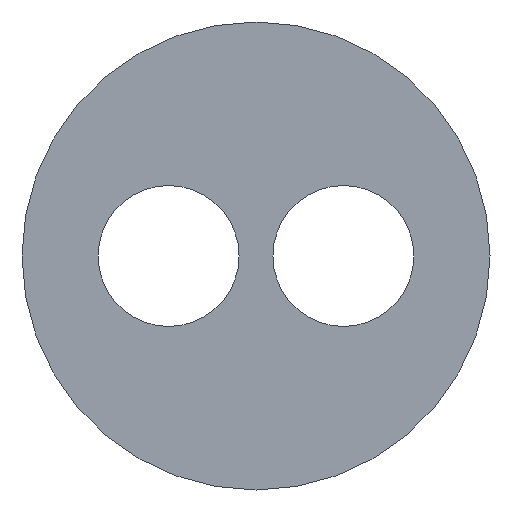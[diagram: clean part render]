
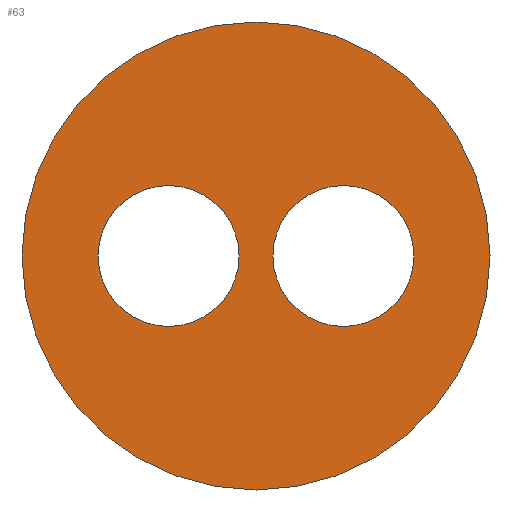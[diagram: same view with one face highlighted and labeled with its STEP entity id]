
A CAD part, left-side view. The second image highlights one B-rep face of the part: STEP entity #63.
In plain terms, the highlighted planar face has unit normal (-1, 0, 0).
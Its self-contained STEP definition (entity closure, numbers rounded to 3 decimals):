
#63 = ADVANCED_FACE( '', ( #146, #147, #148 ), #149, .F. );
#146 = FACE_BOUND( '', #255, .T. );
#147 = FACE_BOUND( '', #256, .T. );
#148 = FACE_OUTER_BOUND( '', #257, .T. );
#149 = PLANE( '', #258 );
#255 = EDGE_LOOP( '', ( #378 ) );
#256 = EDGE_LOOP( '', ( #379 ) );
#257 = EDGE_LOOP( '', ( #380 ) );
#258 = AXIS2_PLACEMENT_3D( '', #381, #382, #383 );
#378 = ORIENTED_EDGE( '', *, *, #646, .T. );
#379 = ORIENTED_EDGE( '', *, *, #647, .T. );
#380 = ORIENTED_EDGE( '', *, *, #648, .F. );
#381 = CARTESIAN_POINT( '', ( 0., 0., 0. ) );
#382 = DIRECTION( '', ( 1., 0., 0. ) );
#383 = DIRECTION( '', ( 0., 0., -1. ) );
#646 = EDGE_CURVE( '', #771, #771, #772, .T. );
#647 = EDGE_CURVE( '', #773, #773, #774, .T. );
#648 = EDGE_CURVE( '', #775, #775, #776, .T. );
#771 = VERTEX_POINT( '', #948 );
#772 = CIRCLE( '', #949, 2.5 );
#773 = VERTEX_POINT( '', #950 );
#774 = CIRCLE( '', #951, 2.5 );
#775 = VERTEX_POINT( '', #952 );
#776 = CIRCLE( '', #953, 8.3 );
#948 = CARTESIAN_POINT( '', ( 0., -3.1, -2.5 ) );
#949 = AXIS2_PLACEMENT_3D( '', #1132, #1133, #1134 );
#950 = CARTESIAN_POINT( '', ( 0., 3.1, -2.5 ) );
#951 = AXIS2_PLACEMENT_3D( '', #1135, #1136, #1137 );
#952 = CARTESIAN_POINT( '', ( 0., 0., -8.3 ) );
#953 = AXIS2_PLACEMENT_3D( '', #1138, #1139, #1140 );
#1132 = CARTESIAN_POINT( '', ( 0., -3.1, 0. ) );
#1133 = DIRECTION( '', ( 1., 0., 0. ) );
#1134 = DIRECTION( '', ( 0., 0., -1. ) );
#1135 = CARTESIAN_POINT( '', ( 0., 3.1, 0. ) );
#1136 = DIRECTION( '', ( 1., 0., 0. ) );
#1137 = DIRECTION( '', ( 0., 0., -1. ) );
#1138 = CARTESIAN_POINT( '', ( 0., 0., 0. ) );
#1139 = DIRECTION( '', ( 1., 0., 0. ) );
#1140 = DIRECTION( '', ( 0., 0., -1. ) );
